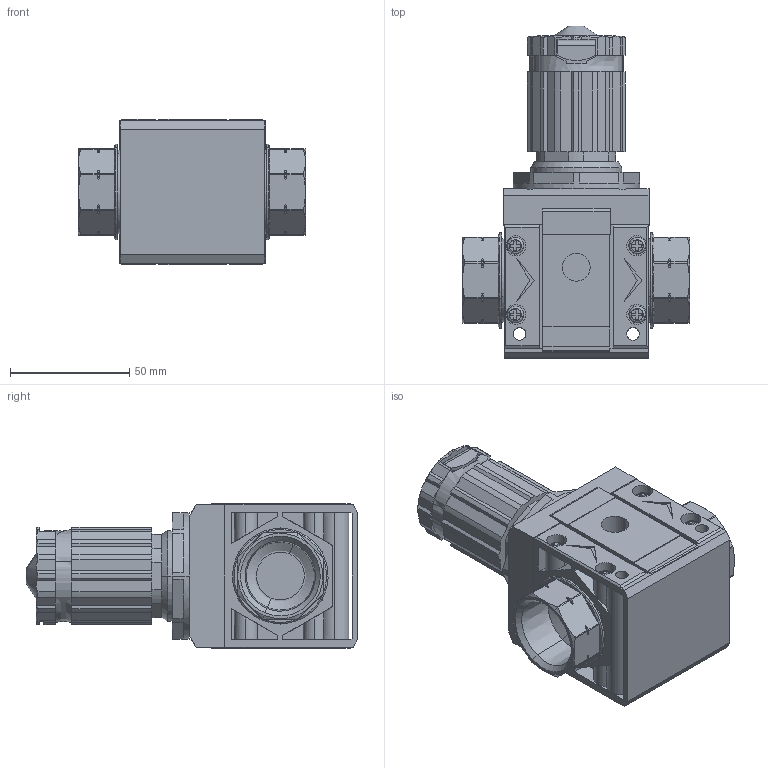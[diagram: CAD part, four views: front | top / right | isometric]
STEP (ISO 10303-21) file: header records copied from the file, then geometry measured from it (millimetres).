
FILE_DESCRIPTION (( 'STEP AP203' ), '1' );
FILE_NAME ('5U26R146.step', '2023-05-17T14:21:46', ( '' ), ( '' ), 'SwSTEP 2.0', 'SolidWorks 2021', '' );
FILE_SCHEMA (( 'CONFIG_CONTROL_DESIGN' ));
Products named in the file (1): 5U26R146
Bounding box: 95.25 x 139 x 61 mm (x, y, z)
Volume: 289113.4 mm3; surface area: 90254.9 mm2
Topology: 13 solids, 13 shells, 1241 faces, 3381 edges, 2229 vertices
Faces by surface type: plane 630, cylinder 395, cone 111, bspline 105
Entity records: 44290 total; most frequent: CARTESIAN_POINT 13114, ORIENTED_EDGE 6762, DIRECTION 6290, EDGE_CURVE 3381, AXIS2_PLACEMENT_3D 2239, VERTEX_POINT 2229, LINE 1812, VECTOR 1812
